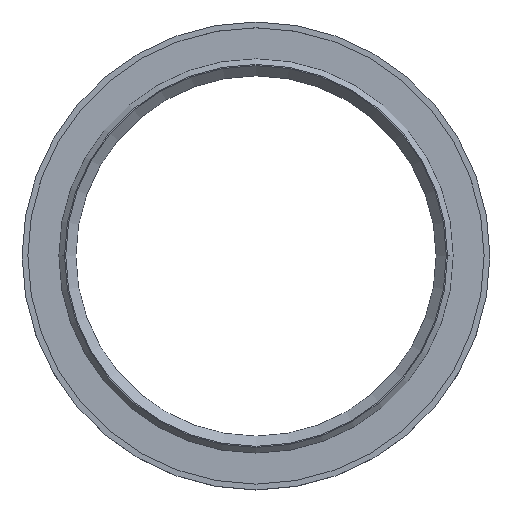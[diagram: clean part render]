
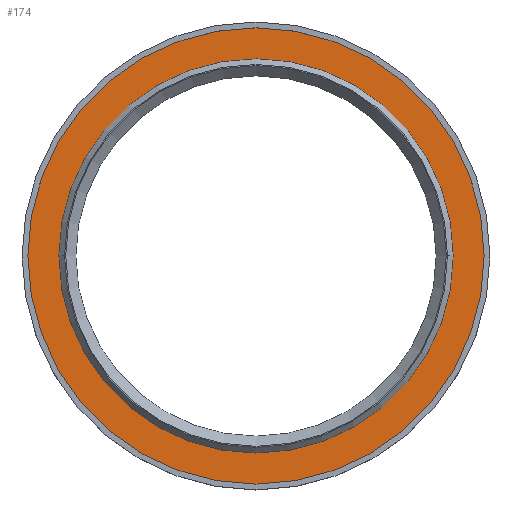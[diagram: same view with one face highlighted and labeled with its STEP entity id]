
A CAD part, top view. The second image highlights one B-rep face of the part: STEP entity #174.
In plain terms, the highlighted planar face has unit normal (0, 0, 1).
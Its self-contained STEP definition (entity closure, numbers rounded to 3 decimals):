
#10 = DIRECTION ( 'NONE',  ( 1., 0., 0. ) ) ;
#14 = FACE_OUTER_BOUND ( 'NONE', #193, .T. ) ;
#28 = CARTESIAN_POINT ( 'NONE',  ( 0., 0., -2. ) ) ;
#41 = AXIS2_PLACEMENT_3D ( 'NONE', #632, #311, #10 ) ;
#67 = EDGE_CURVE ( 'NONE', #312, #455, #628, .T. ) ;
#75 = DIRECTION ( 'NONE',  ( 1., 0., 0. ) ) ;
#101 = DIRECTION ( 'NONE',  ( 0., 0., 1. ) ) ;
#121 = CARTESIAN_POINT ( 'NONE',  ( -27.55, 0., -2. ) ) ;
#144 = AXIS2_PLACEMENT_3D ( 'NONE', #407, #101, #465 ) ;
#154 = CARTESIAN_POINT ( 'NONE',  ( 27.55, 0., -2. ) ) ;
#161 = CARTESIAN_POINT ( 'NONE',  ( 0., 0., -2. ) ) ;
#164 = DIRECTION ( 'NONE',  ( 0., 0., 1. ) ) ;
#174 = ADVANCED_FACE ( 'NONE', ( #14, #432 ), #310, .T. ) ;
#187 = CARTESIAN_POINT ( 'NONE',  ( 23.8, 0., -2. ) ) ;
#190 = EDGE_CURVE ( 'NONE', #455, #312, #387, .T. ) ;
#193 = EDGE_LOOP ( 'NONE', ( #666, #621 ) ) ;
#266 = AXIS2_PLACEMENT_3D ( 'NONE', #28, #384, #75 ) ;
#296 = VERTEX_POINT ( 'NONE', #121 ) ;
#310 = PLANE ( 'NONE',  #532 ) ;
#311 = DIRECTION ( 'NONE',  ( 0., 0., 1. ) ) ;
#312 = VERTEX_POINT ( 'NONE', #380 ) ;
#314 = DIRECTION ( 'NONE',  ( 1., 0., 0. ) ) ;
#331 = EDGE_CURVE ( 'NONE', #296, #580, #440, .T. ) ;
#380 = CARTESIAN_POINT ( 'NONE',  ( -23.8, 0., -2. ) ) ;
#384 = DIRECTION ( 'NONE',  ( 0., 0., 1. ) ) ;
#387 = CIRCLE ( 'NONE', #495, 23.8 ) ;
#407 = CARTESIAN_POINT ( 'NONE',  ( 0., 0., -2. ) ) ;
#432 = FACE_BOUND ( 'NONE', #557, .T. ) ;
#438 = ORIENTED_EDGE ( 'NONE', *, *, #190, .F. ) ;
#440 = CIRCLE ( 'NONE', #266, 27.55 ) ;
#455 = VERTEX_POINT ( 'NONE', #187 ) ;
#465 = DIRECTION ( 'NONE',  ( 1., 0., 0. ) ) ;
#476 = CARTESIAN_POINT ( 'NONE',  ( 0., 0., -2. ) ) ;
#495 = AXIS2_PLACEMENT_3D ( 'NONE', #476, #164, #533 ) ;
#532 = AXIS2_PLACEMENT_3D ( 'NONE', #161, #633, #314 ) ;
#533 = DIRECTION ( 'NONE',  ( 1., 0., 0. ) ) ;
#549 = ORIENTED_EDGE ( 'NONE', *, *, #67, .F. ) ;
#557 = EDGE_LOOP ( 'NONE', ( #549, #438 ) ) ;
#580 = VERTEX_POINT ( 'NONE', #154 ) ;
#621 = ORIENTED_EDGE ( 'NONE', *, *, #331, .T. ) ;
#628 = CIRCLE ( 'NONE', #144, 23.8 ) ;
#632 = CARTESIAN_POINT ( 'NONE',  ( 0., 0., -2. ) ) ;
#633 = DIRECTION ( 'NONE',  ( 0., 0., 1. ) ) ;
#641 = EDGE_CURVE ( 'NONE', #580, #296, #653, .T. ) ;
#653 = CIRCLE ( 'NONE', #41, 27.55 ) ;
#666 = ORIENTED_EDGE ( 'NONE', *, *, #641, .T. ) ;
